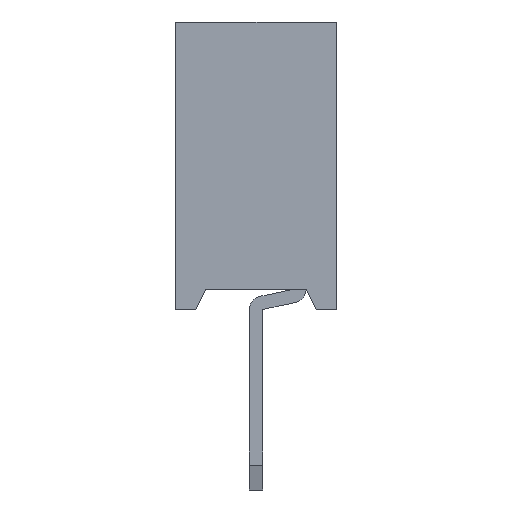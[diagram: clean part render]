
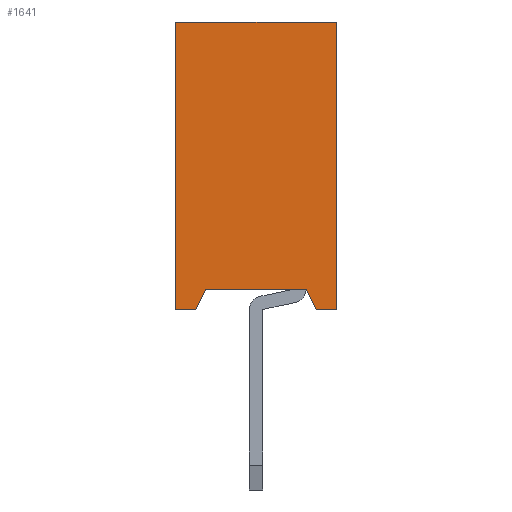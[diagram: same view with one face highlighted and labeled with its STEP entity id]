
A CAD part, left-side view. The second image highlights one B-rep face of the part: STEP entity #1641.
In plain terms, the highlighted planar face has unit normal (-1, 0, 0).
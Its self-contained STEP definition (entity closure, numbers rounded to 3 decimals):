
#1641=ADVANCED_FACE('',(#11118),#11120,.T.);
#11118=FACE_BOUND('',#11119,.T.);
#11119=EDGE_LOOP('',(#18215,#18216,#18217,#18218,#18219,#18220,#18221,#18222));
#11120=PLANE('',#11121);
#11121=AXIS2_PLACEMENT_3D('',#11122,#11123,#11124);
#11122=CARTESIAN_POINT('',(-1.,1.2,0.));
#11123=DIRECTION('',(-1.,0.,0.));
#11124=DIRECTION('',(0.,-1.,0.));
#18215=ORIENTED_EDGE('',*,*,#23610,.T.);
#18216=ORIENTED_EDGE('',*,*,#23335,.T.);
#18217=ORIENTED_EDGE('',*,*,#23611,.T.);
#18218=ORIENTED_EDGE('',*,*,#23612,.T.);
#18219=ORIENTED_EDGE('',*,*,#23613,.T.);
#18220=ORIENTED_EDGE('',*,*,#23614,.F.);
#18221=ORIENTED_EDGE('',*,*,#23615,.F.);
#18222=ORIENTED_EDGE('',*,*,#23579,.T.);
#23335=EDGE_CURVE('',#26245,#26243,#26246,.T.);
#23579=EDGE_CURVE('',#26713,#26711,#26714,.T.);
#23610=EDGE_CURVE('',#26711,#26245,#26751,.F.);
#23611=EDGE_CURVE('',#26243,#26752,#26753,.F.);
#23612=EDGE_CURVE('',#26752,#26754,#26755,.T.);
#23613=EDGE_CURVE('',#26754,#26756,#26757,.T.);
#23614=EDGE_CURVE('',#26758,#26756,#26759,.T.);
#23615=EDGE_CURVE('',#26713,#26758,#26760,.T.);
#26243=VERTEX_POINT('',#31102);
#26245=VERTEX_POINT('',#31106);
#26246=LINE('',#31107,#31108);
#26711=VERTEX_POINT('',#32058);
#26713=VERTEX_POINT('',#32062);
#26714=LINE('',#32063,#32064);
#26751=LINE('',#32162,#32163);
#26752=VERTEX_POINT('',#32165);
#26753=LINE('',#32166,#32167);
#26754=VERTEX_POINT('',#32169);
#26755=LINE('',#32170,#32171);
#26756=VERTEX_POINT('',#32173);
#26757=LINE('',#32174,#32175);
#26758=VERTEX_POINT('',#32177);
#26759=LINE('',#32178,#32179);
#26760=LINE('',#32181,#32182);
#31102=CARTESIAN_POINT('',(-1.,-0.75,0.3));
#31106=CARTESIAN_POINT('',(-1.,0.75,0.3));
#31107=CARTESIAN_POINT('',(-1.,0.75,0.3));
#31108=VECTOR('',#31109,1.);
#31109=DIRECTION('',(0.,-1.,0.));
#32058=CARTESIAN_POINT('',(-1.,0.9,0.));
#32062=CARTESIAN_POINT('',(-1.,1.2,0.));
#32063=CARTESIAN_POINT('',(-1.,1.2,0.));
#32064=VECTOR('',#32065,1.);
#32065=DIRECTION('',(0.,-1.,0.));
#32162=CARTESIAN_POINT('',(-1.,0.75,0.3));
#32163=VECTOR('',#32164,1.);
#32164=DIRECTION('',(0.,0.447,-0.894));
#32165=CARTESIAN_POINT('',(-1.,-0.9,0.));
#32166=CARTESIAN_POINT('',(-1.,-0.9,0.));
#32167=VECTOR('',#32168,1.);
#32168=DIRECTION('',(0.,0.447,0.894));
#32169=CARTESIAN_POINT('',(-1.,-1.2,0.));
#32170=CARTESIAN_POINT('',(-1.,-0.9,0.));
#32171=VECTOR('',#32172,1.);
#32172=DIRECTION('',(0.,-1.,0.));
#32173=CARTESIAN_POINT('',(-1.,-1.2,4.3));
#32174=CARTESIAN_POINT('',(-1.,-1.2,0.));
#32175=VECTOR('',#32176,1.);
#32176=DIRECTION('',(0.,0.,1.));
#32177=CARTESIAN_POINT('',(-1.,1.2,4.3));
#32178=CARTESIAN_POINT('',(-1.,1.2,4.3));
#32179=VECTOR('',#32180,1.);
#32180=DIRECTION('',(0.,-1.,0.));
#32181=CARTESIAN_POINT('',(-1.,1.2,0.));
#32182=VECTOR('',#32183,1.);
#32183=DIRECTION('',(0.,0.,1.));
